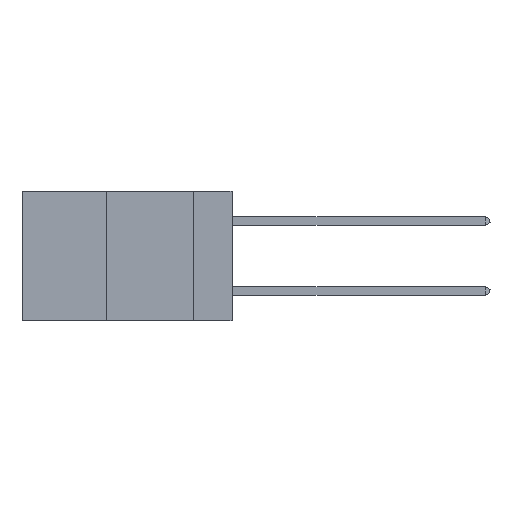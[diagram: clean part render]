
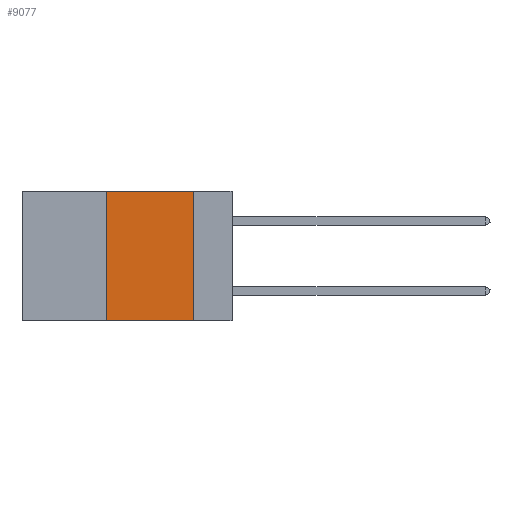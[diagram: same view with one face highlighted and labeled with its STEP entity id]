
A CAD part, left-side view. The second image highlights one B-rep face of the part: STEP entity #9077.
In plain terms, the highlighted planar face has unit normal (-1, 0, 0).
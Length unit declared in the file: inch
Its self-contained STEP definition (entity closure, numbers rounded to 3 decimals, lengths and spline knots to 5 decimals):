
#95 = VERTEX_POINT ( 'NONE', #13177 ) ;
#409 = ORIENTED_EDGE ( 'NONE', *, *, #15042, .F. ) ;
#3588 = FACE_OUTER_BOUND ( 'NONE', #23961, .T. ) ;
#3861 = EDGE_CURVE ( 'NONE', #95, #12508, #6395, .T. ) ;
#3919 = AXIS2_PLACEMENT_3D ( 'NONE', #25968, #5615, #19871 ) ;
#4571 = DIRECTION ( 'NONE',  ( 0., 0., 1. ) ) ;
#5615 = DIRECTION ( 'NONE',  ( 1., 0., 0. ) ) ;
#5908 = ORIENTED_EDGE ( 'NONE', *, *, #18695, .F. ) ;
#6395 = LINE ( 'NONE', #22846, #11194 ) ;
#6689 = CARTESIAN_POINT ( 'NONE',  ( 0., 0.6, 0. ) ) ;
#7204 = ORIENTED_EDGE ( 'NONE', *, *, #18522, .T. ) ;
#7848 = LINE ( 'NONE', #10189, #12643 ) ;
#7904 = CARTESIAN_POINT ( 'NONE',  ( 0., 0.11, 0. ) ) ;
#9077 = ADVANCED_FACE ( 'NONE', ( #3588 ), #17818, .F. ) ;
#10189 = CARTESIAN_POINT ( 'NONE',  ( 0., 0.6, -0.37 ) ) ;
#10586 = LINE ( 'NONE', #26511, #21433 ) ;
#11194 = VECTOR ( 'NONE', #4571, 39.37008 ) ;
#12508 = VERTEX_POINT ( 'NONE', #16299 ) ;
#12643 = VECTOR ( 'NONE', #26496, 39.37008 ) ;
#13177 = CARTESIAN_POINT ( 'NONE',  ( 0., 0.36, -0.37 ) ) ;
#13577 = LINE ( 'NONE', #6689, #24436 ) ;
#14296 = DIRECTION ( 'NONE',  ( 0., 0., -1. ) ) ;
#14307 = VERTEX_POINT ( 'NONE', #7904 ) ;
#15042 = EDGE_CURVE ( 'NONE', #14307, #15990, #10586, .T. ) ;
#15990 = VERTEX_POINT ( 'NONE', #19005 ) ;
#16299 = CARTESIAN_POINT ( 'NONE',  ( 0., 0.36, 0. ) ) ;
#17818 = PLANE ( 'NONE',  #3919 ) ;
#18522 = EDGE_CURVE ( 'NONE', #95, #15990, #7848, .T. ) ;
#18695 = EDGE_CURVE ( 'NONE', #12508, #14307, #13577, .T. ) ;
#19005 = CARTESIAN_POINT ( 'NONE',  ( 0., 0.11, -0.37 ) ) ;
#19871 = DIRECTION ( 'NONE',  ( 0., 0., -1. ) ) ;
#20963 = DIRECTION ( 'NONE',  ( 0., -1., 0. ) ) ;
#21433 = VECTOR ( 'NONE', #14296, 39.37008 ) ;
#22203 = ORIENTED_EDGE ( 'NONE', *, *, #3861, .F. ) ;
#22846 = CARTESIAN_POINT ( 'NONE',  ( 0., 0.36, 0. ) ) ;
#23961 = EDGE_LOOP ( 'NONE', ( #409, #5908, #22203, #7204 ) ) ;
#24436 = VECTOR ( 'NONE', #20963, 39.37008 ) ;
#25968 = CARTESIAN_POINT ( 'NONE',  ( 0., 0.6, 0. ) ) ;
#26496 = DIRECTION ( 'NONE',  ( 0., -1., 0. ) ) ;
#26511 = CARTESIAN_POINT ( 'NONE',  ( 0., 0.11, 0. ) ) ;
